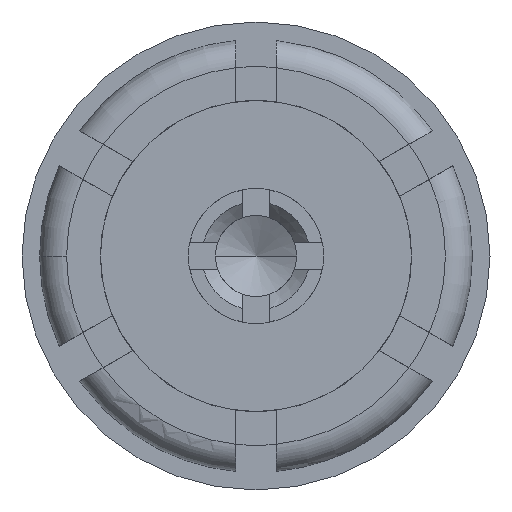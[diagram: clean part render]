
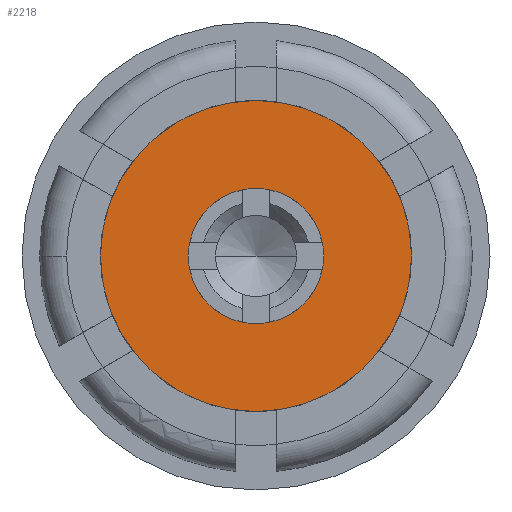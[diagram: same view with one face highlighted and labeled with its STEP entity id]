
A CAD part, left-side view. The second image highlights one B-rep face of the part: STEP entity #2218.
In plain terms, the highlighted planar face has unit normal (-1, 0, 0).
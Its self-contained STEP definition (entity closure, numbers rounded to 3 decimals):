
#39 = EDGE_CURVE ( 'NONE', #4952, #4921, #1728, .T. ) ;
#198 = AXIS2_PLACEMENT_3D ( 'NONE', #5652, #3866, #3034 ) ;
#439 = ORIENTED_EDGE ( 'NONE', *, *, #1773, .T. ) ;
#1180 = EDGE_LOOP ( 'NONE', ( #4520, #5686 ) ) ;
#1270 = AXIS2_PLACEMENT_3D ( 'NONE', #5872, #4463, #1367 ) ;
#1271 = EDGE_CURVE ( 'NONE', #3225, #3706, #4849, .T. ) ;
#1367 = DIRECTION ( 'NONE',  ( 0., 1., 0. ) ) ;
#1699 = CARTESIAN_POINT ( 'NONE',  ( -3.253, -3.992, 0. ) ) ;
#1728 = CIRCLE ( 'NONE', #198, 0.25 ) ;
#1738 = AXIS2_PLACEMENT_3D ( 'NONE', #5289, #3890, #3030 ) ;
#1756 = FACE_OUTER_BOUND ( 'NONE', #2856, .T. ) ;
#1773 = EDGE_CURVE ( 'NONE', #3706, #3225, #4305, .T. ) ;
#2205 = DIRECTION ( 'NONE',  ( 0., 0., 1. ) ) ;
#2218 = ADVANCED_FACE ( 'NONE', ( #5447, #1756 ), #3125, .T. ) ;
#2265 = EDGE_CURVE ( 'NONE', #4921, #4952, #3080, .T. ) ;
#2856 = EDGE_LOOP ( 'NONE', ( #5870, #439 ) ) ;
#3030 = DIRECTION ( 'NONE',  ( 0., 1., 0. ) ) ;
#3034 = DIRECTION ( 'NONE',  ( 0., 1., 0. ) ) ;
#3080 = CIRCLE ( 'NONE', #1270, 0.25 ) ;
#3125 = PLANE ( 'NONE',  #4293 ) ;
#3184 = CARTESIAN_POINT ( 'NONE',  ( -3.253, -4.317, 0. ) ) ;
#3225 = VERTEX_POINT ( 'NONE', #4464 ) ;
#3591 = DIRECTION ( 'NONE',  ( -1., 0., 0. ) ) ;
#3706 = VERTEX_POINT ( 'NONE', #3857 ) ;
#3857 = CARTESIAN_POINT ( 'NONE',  ( -3.253, -3.167, 0. ) ) ;
#3866 = DIRECTION ( 'NONE',  ( -1., 0., 0. ) ) ;
#3890 = DIRECTION ( 'NONE',  ( -1., 0., 0. ) ) ;
#3916 = CARTESIAN_POINT ( 'NONE',  ( -3.253, -3.492, 0. ) ) ;
#4013 = CARTESIAN_POINT ( 'NONE',  ( -3.253, -3.742, 0. ) ) ;
#4293 = AXIS2_PLACEMENT_3D ( 'NONE', #3184, #5472, #2205 ) ;
#4305 = CIRCLE ( 'NONE', #1738, 0.575 ) ;
#4463 = DIRECTION ( 'NONE',  ( -1., 0., 0. ) ) ;
#4464 = CARTESIAN_POINT ( 'NONE',  ( -3.253, -4.317, 0. ) ) ;
#4520 = ORIENTED_EDGE ( 'NONE', *, *, #39, .F. ) ;
#4849 = CIRCLE ( 'NONE', #5610, 0.575 ) ;
#4921 = VERTEX_POINT ( 'NONE', #1699 ) ;
#4952 = VERTEX_POINT ( 'NONE', #3916 ) ;
#5289 = CARTESIAN_POINT ( 'NONE',  ( -3.253, -3.742, 0. ) ) ;
#5410 = DIRECTION ( 'NONE',  ( 0., 1., 0. ) ) ;
#5447 = FACE_BOUND ( 'NONE', #1180, .T. ) ;
#5472 = DIRECTION ( 'NONE',  ( -1., 0., 0. ) ) ;
#5610 = AXIS2_PLACEMENT_3D ( 'NONE', #4013, #3591, #5410 ) ;
#5652 = CARTESIAN_POINT ( 'NONE',  ( -3.253, -3.742, 0. ) ) ;
#5686 = ORIENTED_EDGE ( 'NONE', *, *, #2265, .F. ) ;
#5870 = ORIENTED_EDGE ( 'NONE', *, *, #1271, .T. ) ;
#5872 = CARTESIAN_POINT ( 'NONE',  ( -3.253, -3.742, 0. ) ) ;
